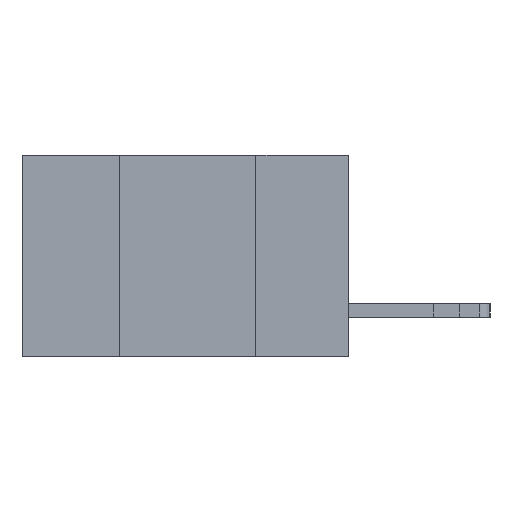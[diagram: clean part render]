
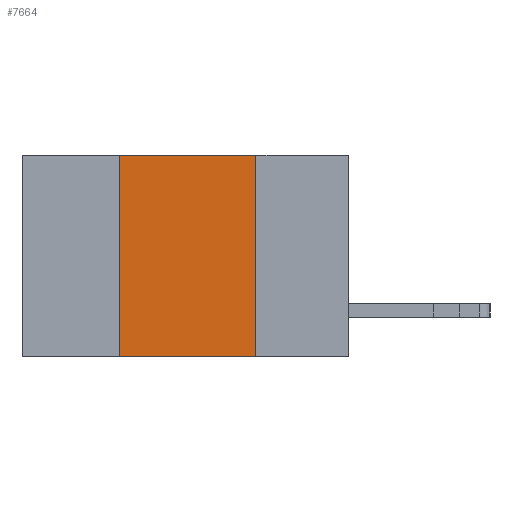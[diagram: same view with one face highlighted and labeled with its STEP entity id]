
A CAD part, left-side view. The second image highlights one B-rep face of the part: STEP entity #7664.
In plain terms, the highlighted planar face has unit normal (-1, 0, 0).
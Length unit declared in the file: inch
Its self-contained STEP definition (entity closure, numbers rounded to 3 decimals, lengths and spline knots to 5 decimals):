
#766 = LINE ( 'NONE', #17745, #11987 ) ;
#910 = VERTEX_POINT ( 'NONE', #16918 ) ;
#1198 = CARTESIAN_POINT ( 'NONE',  ( 0., 0.6, 0. ) ) ;
#1613 = ORIENTED_EDGE ( 'NONE', *, *, #19420, .F. ) ;
#2121 = VERTEX_POINT ( 'NONE', #7416 ) ;
#2400 = CARTESIAN_POINT ( 'NONE',  ( 0., 0.42, 0. ) ) ;
#2735 = DIRECTION ( 'NONE',  ( 0., 0., -1. ) ) ;
#2811 = CARTESIAN_POINT ( 'NONE',  ( 0., 0.6, -0.37 ) ) ;
#3730 = EDGE_CURVE ( 'NONE', #13181, #7537, #766, .T. ) ;
#3887 = VECTOR ( 'NONE', #13445, 39.37008 ) ;
#3959 = ORIENTED_EDGE ( 'NONE', *, *, #3730, .F. ) ;
#5159 = ORIENTED_EDGE ( 'NONE', *, *, #9884, .F. ) ;
#5720 = LINE ( 'NONE', #6568, #13771 ) ;
#6568 = CARTESIAN_POINT ( 'NONE',  ( 0., 0.6, 0. ) ) ;
#6932 = FACE_OUTER_BOUND ( 'NONE', #17849, .T. ) ;
#7070 = VECTOR ( 'NONE', #15712, 39.37008 ) ;
#7416 = CARTESIAN_POINT ( 'NONE',  ( 0., 0.17, -0.37 ) ) ;
#7498 = LINE ( 'NONE', #2811, #3887 ) ;
#7537 = VERTEX_POINT ( 'NONE', #2400 ) ;
#7664 = ADVANCED_FACE ( 'NONE', ( #6932 ), #14816, .F. ) ;
#9029 = DIRECTION ( 'NONE',  ( 0., 0., 1. ) ) ;
#9448 = AXIS2_PLACEMENT_3D ( 'NONE', #1198, #11871, #2735 ) ;
#9479 = ORIENTED_EDGE ( 'NONE', *, *, #17273, .T. ) ;
#9884 = EDGE_CURVE ( 'NONE', #910, #2121, #11129, .T. ) ;
#11129 = LINE ( 'NONE', #14208, #7070 ) ;
#11871 = DIRECTION ( 'NONE',  ( 1., 0., 0. ) ) ;
#11987 = VECTOR ( 'NONE', #9029, 39.37008 ) ;
#13181 = VERTEX_POINT ( 'NONE', #14983 ) ;
#13445 = DIRECTION ( 'NONE',  ( 0., -1., 0. ) ) ;
#13771 = VECTOR ( 'NONE', #17104, 39.37008 ) ;
#14208 = CARTESIAN_POINT ( 'NONE',  ( 0., 0.17, 0. ) ) ;
#14816 = PLANE ( 'NONE',  #9448 ) ;
#14983 = CARTESIAN_POINT ( 'NONE',  ( 0., 0.42, -0.37 ) ) ;
#15712 = DIRECTION ( 'NONE',  ( 0., 0., -1. ) ) ;
#16918 = CARTESIAN_POINT ( 'NONE',  ( 0., 0.17, 0. ) ) ;
#17104 = DIRECTION ( 'NONE',  ( 0., -1., 0. ) ) ;
#17273 = EDGE_CURVE ( 'NONE', #13181, #2121, #7498, .T. ) ;
#17745 = CARTESIAN_POINT ( 'NONE',  ( 0., 0.42, 0. ) ) ;
#17849 = EDGE_LOOP ( 'NONE', ( #5159, #1613, #3959, #9479 ) ) ;
#19420 = EDGE_CURVE ( 'NONE', #7537, #910, #5720, .T. ) ;
